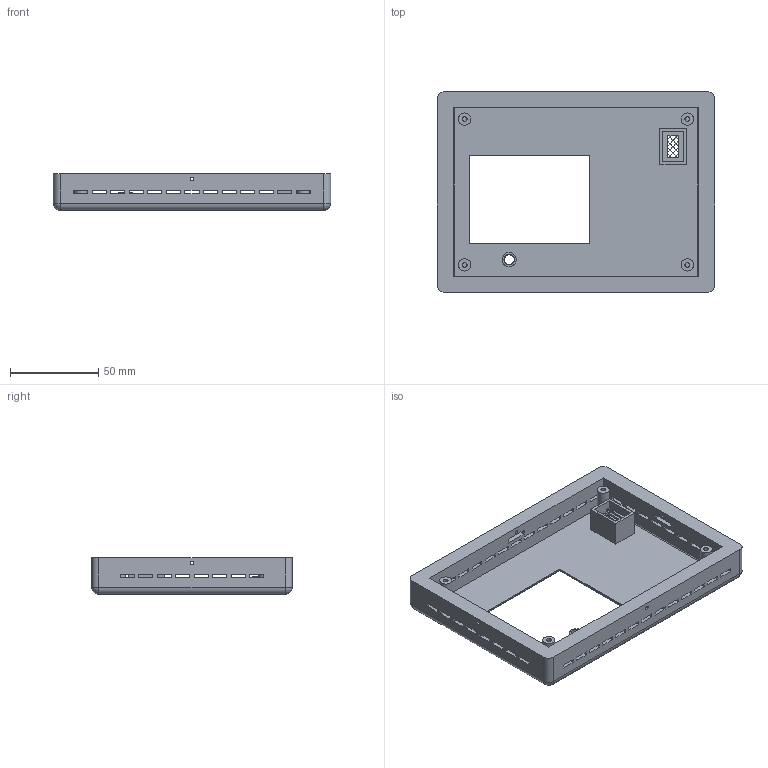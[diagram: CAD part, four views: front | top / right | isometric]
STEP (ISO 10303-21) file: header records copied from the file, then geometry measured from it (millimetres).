
FILE_DESCRIPTION(('FreeCAD Model'),'2;1');
FILE_NAME('Open CASCADE Shape Model','2025-12-27T09:17:40',('FreeCAD'),( 'FreeCAD'),'Open CASCADE STEP processor 7.5','FreeCAD','Unknown');
FILE_SCHEMA(('AUTOMOTIVE_DESIGN { 1 0 10303 214 1 1 1 1 }'));
Length unit declared in the file: millimetre
Products named in the file (1): Open CASCADE STEP translator 7.5 1
Bounding box: 157 x 113.5 x 20.7 mm (x, y, z)
Volume: 106531.6 mm3; surface area: 59219.5 mm2
Topology: 1 solids, 1 shells, 653 faces, 1672 edges, 987 vertices
Faces by surface type: plane 616, cylinder 33, sphere 4
Full cylindrical faces by diameter (mm): 2 x4, 2.7 x4, 5.5 x1, 6 x1, 7 x4, 8 x1
Entity records: 41010 total; most frequent: CARTESIAN_POINT 6921, DIRECTION 6314, LINE 4878, VECTOR 4878, ORIENTED_EDGE 3336, PCURVE 3336, DEFINITIONAL_REPRESENTATION 3336, EDGE_CURVE 1668
